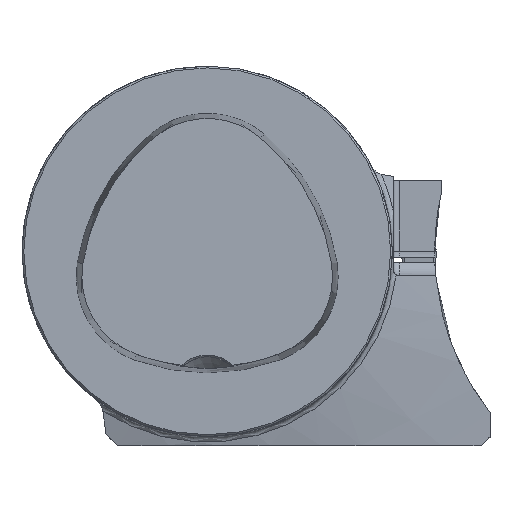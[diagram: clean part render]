
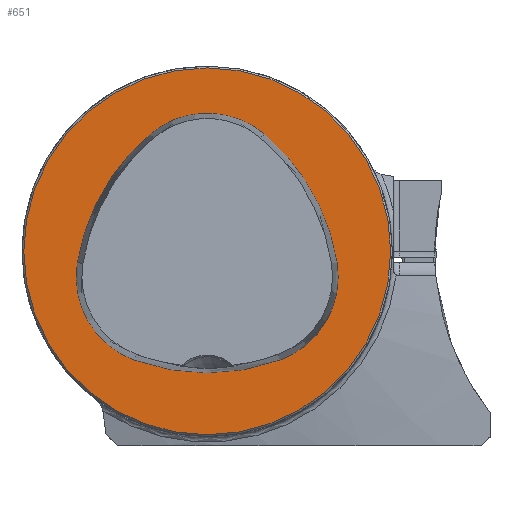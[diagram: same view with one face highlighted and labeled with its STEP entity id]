
A CAD part, top view. The second image highlights one B-rep face of the part: STEP entity #651.
In plain terms, the highlighted planar face has unit normal (0, 0, 1).
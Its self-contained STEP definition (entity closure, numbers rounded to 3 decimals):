
#108=FACE_BOUND('',#902,.T.);
#109=FACE_BOUND('',#903,.T.);
#192=PLANE('',#2431);
#651=ADVANCED_FACE('CU_FL_N1_SU_1',(#108,#109),#192,.T.);
#902=EDGE_LOOP('',(#1276,#1277,#1278,#1279,#1280,#1281));
#903=EDGE_LOOP('',(#1282));
#1012=CIRCLE('',#2422,36.075);
#1014=CIRCLE('',#2425,36.075);
#1015=CIRCLE('',#2426,15.075);
#1016=CIRCLE('',#2427,15.075);
#1017=CIRCLE('',#2428,36.075);
#1018=CIRCLE('',#2429,15.075);
#1019=CIRCLE('',#2430,31.2);
#1276=ORIENTED_EDGE('',*,*,#2086,.F.);
#1277=ORIENTED_EDGE('',*,*,#2087,.F.);
#1278=ORIENTED_EDGE('',*,*,#2079,.F.);
#1279=ORIENTED_EDGE('',*,*,#2088,.F.);
#1280=ORIENTED_EDGE('',*,*,#2089,.F.);
#1281=ORIENTED_EDGE('',*,*,#2090,.F.);
#1282=ORIENTED_EDGE('',*,*,#2091,.T.);
#1829=VERTEX_POINT('',#3930);
#1830=VERTEX_POINT('',#3932);
#1836=VERTEX_POINT('',#3964);
#1837=VERTEX_POINT('',#3965);
#1838=VERTEX_POINT('',#3968);
#1839=VERTEX_POINT('',#3970);
#1840=VERTEX_POINT('',#3973);
#2079=EDGE_CURVE('',#1829,#1830,#1012,.T.);
#2086=EDGE_CURVE('',#1836,#1837,#1014,.T.);
#2087=EDGE_CURVE('',#1830,#1836,#1015,.T.);
#2088=EDGE_CURVE('',#1838,#1829,#1016,.T.);
#2089=EDGE_CURVE('',#1839,#1838,#1017,.T.);
#2090=EDGE_CURVE('',#1837,#1839,#1018,.T.);
#2091=EDGE_CURVE('',#1840,#1840,#1019,.T.);
#2422=AXIS2_PLACEMENT_3D('',#3931,#2787,#2788);
#2425=AXIS2_PLACEMENT_3D('',#3963,#2794,#2795);
#2426=AXIS2_PLACEMENT_3D('',#3966,#2796,#2797);
#2427=AXIS2_PLACEMENT_3D('',#3967,#2798,#2799);
#2428=AXIS2_PLACEMENT_3D('',#3969,#2800,#2801);
#2429=AXIS2_PLACEMENT_3D('',#3971,#2802,#2803);
#2430=AXIS2_PLACEMENT_3D('',#3972,#2804,#2805);
#2431=AXIS2_PLACEMENT_3D('',#3974,#2806,#2807);
#2787=DIRECTION('',(0.,0.,1.));
#2788=DIRECTION('',(-1.,0.,0.));
#2794=DIRECTION('',(0.,0.,1.));
#2795=DIRECTION('',(-1.,0.,0.));
#2796=DIRECTION('',(0.,0.,1.));
#2797=DIRECTION('',(-1.,0.,0.));
#2798=DIRECTION('',(0.,0.,1.));
#2799=DIRECTION('',(-1.,0.,0.));
#2800=DIRECTION('',(0.,0.,1.));
#2801=DIRECTION('',(-1.,0.,0.));
#2802=DIRECTION('',(0.,0.,1.));
#2803=DIRECTION('',(-1.,0.,0.));
#2804=DIRECTION('',(0.,0.,1.));
#2805=DIRECTION('',(-1.,0.,0.));
#2806=DIRECTION('',(0.,0.,1.));
#2807=DIRECTION('',(-1.,0.,0.));
#3930=CARTESIAN_POINT('',(-12.368,-18.489,0.));
#3931=CARTESIAN_POINT('',(0.,15.4,0.));
#3932=CARTESIAN_POINT('',(12.368,-18.489,0.));
#3963=CARTESIAN_POINT('',(-13.535,-7.656,0.));
#3964=CARTESIAN_POINT('',(22.084,-1.937,0.));
#3965=CARTESIAN_POINT('',(9.716,19.927,0.));
#3966=CARTESIAN_POINT('',(7.2,-4.327,0.));
#3967=CARTESIAN_POINT('',(-7.2,-4.327,0.));
#3968=CARTESIAN_POINT('',(-22.084,-1.937,0.));
#3969=CARTESIAN_POINT('',(13.535,-7.656,0.));
#3970=CARTESIAN_POINT('',(-9.716,19.927,0.));
#3971=CARTESIAN_POINT('',(0.,8.4,0.));
#3972=CARTESIAN_POINT('',(0.,0.,0.));
#3973=CARTESIAN_POINT('',(-31.2,0.,0.));
#3974=CARTESIAN_POINT('',(0.,0.,0.));
